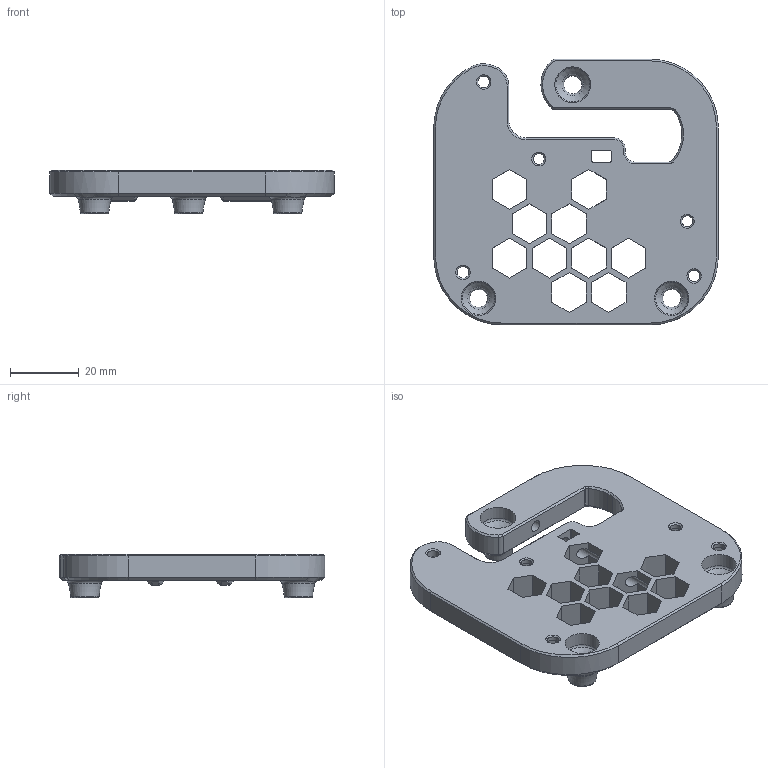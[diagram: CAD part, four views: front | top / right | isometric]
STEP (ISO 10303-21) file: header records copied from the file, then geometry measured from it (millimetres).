
FILE_DESCRIPTION(/* description */ (''),/* implementation_level */ '2;1');
FILE_NAME(/* name */ '1. Carriage Roller 2040.step',/* time_stamp */ '2020-06-19T04:11:34-03:00',/* author */ (''),/* organization */ (''),/* preprocessor_version */ 'ST-DEVELOPER v18.1',/* originating_system */ 'Autodesk Translation Framework v9.3.0.1241',/* authorisation */ '');
FILE_SCHEMA (('AUTOMOTIVE_DESIGN { 1 0 10303 214 3 1 1 }'));
Length unit declared in the file: millimetre
Products named in the file (1): 1. Carriage Roller 2040
Bounding box: 82.5 x 77.06 x 12.6 mm (x, y, z)
Volume: 31771.5 mm3; surface area: 16210.7 mm2
Topology: 1 solids, 1 shells, 311 faces, 784 edges, 472 vertices
Faces by surface type: plane 193, cone 57, cylinder 39, torus 16, bspline 6
Full cylindrical faces by diameter (mm): 3.2 x2, 3.4 x6, 5.2 x3, 10 x2, 10.4 x1
Entity records: 9549 total; most frequent: CARTESIAN_POINT 1984, ORIENTED_EDGE 1552, DIRECTION 1543, EDGE_CURVE 776, LINE 575, VECTOR 575, AXIS2_PLACEMENT_3D 484, VERTEX_POINT 472
